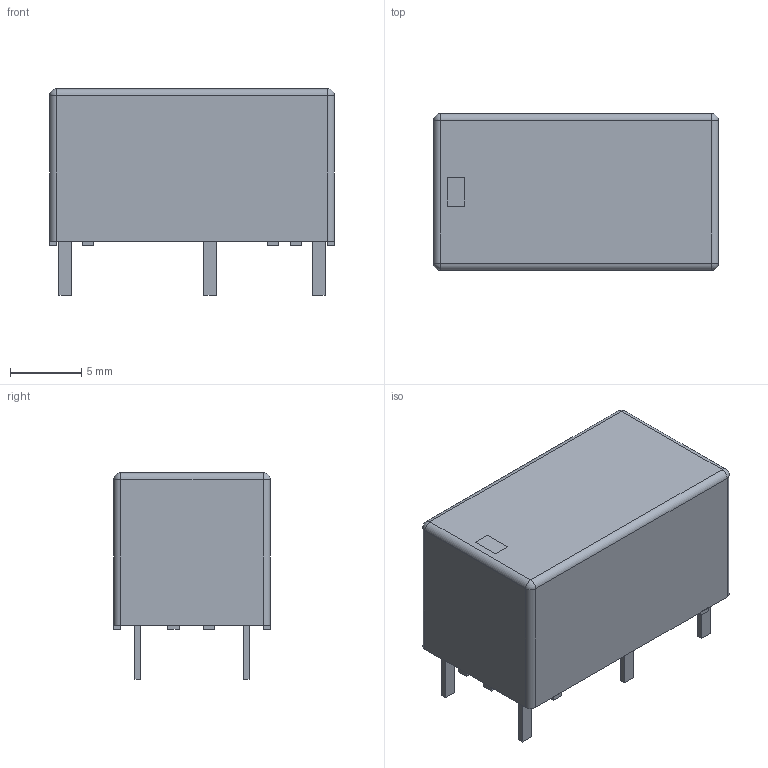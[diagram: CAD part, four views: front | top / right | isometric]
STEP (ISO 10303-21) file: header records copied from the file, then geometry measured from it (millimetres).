
FILE_DESCRIPTION(/* description */ (''),/* implementation_level */ '2;1');
FILE_NAME(/* name */ 'REL_OMRON_G6B-2014P.stp',/* time_stamp */ '2016-12-12T10:12:40+01:00',/* author */ ('jchouvet'),/* organization */ (''),/* preprocessor_version */ 'ST-DEVELOPER v16.1',/* originating_system */ 'AutoCAD Mechanical',/* authorisation */ '');
FILE_SCHEMA (('AUTOMOTIVE_DESIGN { 1 0 10303 214 3 1 1 }'));
Length unit declared in the file: millimetre
Products named in the file (1): Product
Bounding box: 20 x 11 x 14.5 mm (x, y, z)
Volume: 2357.6 mm3; surface area: 1162.9 mm2
Topology: 16 solids, 16 shells, 113 faces, 228 edges, 148 vertices
Faces by surface type: plane 101, cylinder 8, sphere 4
Entity records: 2906 total; most frequent: CARTESIAN_POINT 490, DIRECTION 472, ORIENTED_EDGE 456, EDGE_CURVE 228, LINE 212, VECTOR 212, VERTEX_POINT 148, AXIS2_PLACEMENT_3D 130
